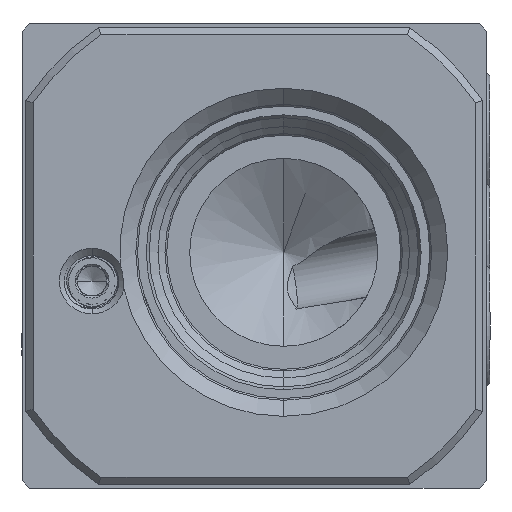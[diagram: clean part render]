
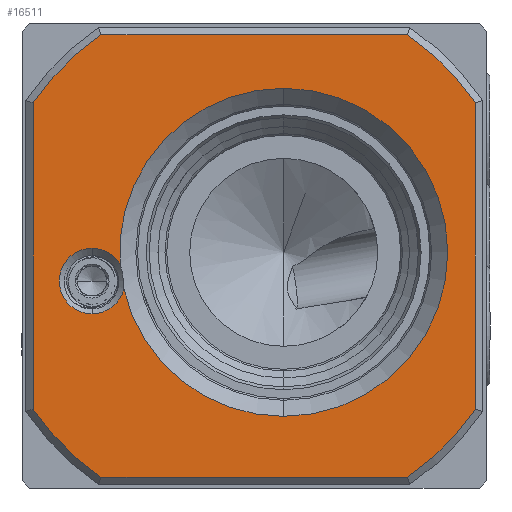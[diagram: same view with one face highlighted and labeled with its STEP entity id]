
A CAD part, left-side view. The second image highlights one B-rep face of the part: STEP entity #16511.
In plain terms, the highlighted planar face has unit normal (-1, 0, 0).
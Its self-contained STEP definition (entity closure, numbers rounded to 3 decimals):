
#34 = CIRCLE ( 'NONE', #20516, 36.5 ) ;
#255 = CARTESIAN_POINT ( 'NONE',  ( -90.1, 0., 0. ) ) ;
#320 = VECTOR ( 'NONE', #20253, 1000. ) ;
#522 = AXIS2_PLACEMENT_3D ( 'NONE', #255, #13276, #22632 ) ;
#738 = EDGE_CURVE ( 'NONE', #10083, #17083, #23740, .T. ) ;
#982 = ORIENTED_EDGE ( 'NONE', *, *, #3196, .F. ) ;
#1286 = VERTEX_POINT ( 'NONE', #12000 ) ;
#1467 = CIRCLE ( 'NONE', #3007, 4.442 ) ;
#1557 = ORIENTED_EDGE ( 'NONE', *, *, #9084, .F. ) ;
#1857 = LINE ( 'NONE', #8141, #14694 ) ;
#1877 = ORIENTED_EDGE ( 'NONE', *, *, #9477, .T. ) ;
#2185 = CARTESIAN_POINT ( 'NONE',  ( -90.1, 30., -21.101 ) ) ;
#2187 = AXIS2_PLACEMENT_3D ( 'NONE', #5461, #24024, #5684 ) ;
#2218 = CARTESIAN_POINT ( 'NONE',  ( -90.1, 30., 20.791 ) ) ;
#2977 = CIRCLE ( 'NONE', #522, 36.5 ) ;
#3007 = AXIS2_PLACEMENT_3D ( 'NONE', #19791, #23215, #19632 ) ;
#3196 = EDGE_CURVE ( 'NONE', #15977, #15450, #1467, .T. ) ;
#3447 = EDGE_CURVE ( 'NONE', #1286, #15977, #18824, .T. ) ;
#3573 = DIRECTION ( 'NONE',  ( -1., 0., 0. ) ) ;
#3576 = AXIS2_PLACEMENT_3D ( 'NONE', #9967, #19253, #15338 ) ;
#3871 = CARTESIAN_POINT ( 'NONE',  ( -90.1, 0., 0. ) ) ;
#3929 = VERTEX_POINT ( 'NONE', #2218 ) ;
#4330 = VERTEX_POINT ( 'NONE', #17335 ) ;
#4538 = CARTESIAN_POINT ( 'NONE',  ( -90.1, 17.688, -4.468 ) ) ;
#4746 = AXIS2_PLACEMENT_3D ( 'NONE', #6777, #19713, #21579 ) ;
#4752 = VERTEX_POINT ( 'NONE', #4538 ) ;
#5461 = CARTESIAN_POINT ( 'NONE',  ( -90.1, -4., 0.5 ) ) ;
#5684 = DIRECTION ( 'NONE',  ( 0., 0., 1. ) ) ;
#5724 = DIRECTION ( 'NONE',  ( 0., 0., 1. ) ) ;
#5818 = FACE_OUTER_BOUND ( 'NONE', #16501, .T. ) ;
#5924 = EDGE_LOOP ( 'NONE', ( #9095, #14527, #1557, #982, #7971, #21723 ) ) ;
#6228 = VECTOR ( 'NONE', #16514, 1000. ) ;
#6777 = CARTESIAN_POINT ( 'NONE',  ( -90.1, 0., 0. ) ) ;
#6824 = CIRCLE ( 'NONE', #11278, 4.442 ) ;
#7204 = DIRECTION ( 'NONE',  ( -1., 0., 0. ) ) ;
#7222 = DIRECTION ( 'NONE',  ( 0., 0., 1. ) ) ;
#7452 = CARTESIAN_POINT ( 'NONE',  ( -90.1, 22., -7.842 ) ) ;
#7491 = VERTEX_POINT ( 'NONE', #8252 ) ;
#7499 = EDGE_CURVE ( 'NONE', #17083, #11341, #12097, .T. ) ;
#7543 = DIRECTION ( 'NONE',  ( 0., 0., 1. ) ) ;
#7668 = EDGE_CURVE ( 'NONE', #10877, #21231, #10341, .T. ) ;
#7854 = DIRECTION ( 'NONE',  ( -1., 0., 0. ) ) ;
#7971 = ORIENTED_EDGE ( 'NONE', *, *, #3447, .F. ) ;
#8043 = DIRECTION ( 'NONE',  ( -1., 0., 0. ) ) ;
#8141 = CARTESIAN_POINT ( 'NONE',  ( -90.1, -21.101, -30. ) ) ;
#8252 = CARTESIAN_POINT ( 'NONE',  ( -90.1, 20.791, -30. ) ) ;
#8497 = DIRECTION ( 'NONE',  ( 0., 0., 1. ) ) ;
#9002 = CARTESIAN_POINT ( 'NONE',  ( -90.1, 22., -3.4 ) ) ;
#9084 = EDGE_CURVE ( 'NONE', #15450, #11938, #6824, .T. ) ;
#9095 = ORIENTED_EDGE ( 'NONE', *, *, #13903, .F. ) ;
#9305 = CARTESIAN_POINT ( 'NONE',  ( -90.1, -20.791, -30. ) ) ;
#9321 = CARTESIAN_POINT ( 'NONE',  ( -90.1, -4., 0.5 ) ) ;
#9477 = EDGE_CURVE ( 'NONE', #7491, #10083, #1857, .T. ) ;
#9823 = DIRECTION ( 'NONE',  ( 0., -1., 0. ) ) ;
#9967 = CARTESIAN_POINT ( 'NONE',  ( -90.1, -4., 0.5 ) ) ;
#10020 = DIRECTION ( 'NONE',  ( 0., 0., 1. ) ) ;
#10083 = VERTEX_POINT ( 'NONE', #9305 ) ;
#10341 = LINE ( 'NONE', #10685, #6228 ) ;
#10685 = CARTESIAN_POINT ( 'NONE',  ( -90.1, 21.101, 30. ) ) ;
#10877 = VERTEX_POINT ( 'NONE', #17442 ) ;
#11111 = VERTEX_POINT ( 'NONE', #23513 ) ;
#11278 = AXIS2_PLACEMENT_3D ( 'NONE', #12305, #17877, #8497 ) ;
#11341 = VERTEX_POINT ( 'NONE', #18757 ) ;
#11825 = AXIS2_PLACEMENT_3D ( 'NONE', #3871, #7854, #7543 ) ;
#11938 = VERTEX_POINT ( 'NONE', #7452 ) ;
#12000 = CARTESIAN_POINT ( 'NONE',  ( -90.1, -4., 22.75 ) ) ;
#12097 = LINE ( 'NONE', #15385, #21317 ) ;
#12305 = CARTESIAN_POINT ( 'NONE',  ( -90.1, 22., -3.4 ) ) ;
#12945 = CIRCLE ( 'NONE', #3576, 22.25 ) ;
#12964 = CIRCLE ( 'NONE', #22802, 36.5 ) ;
#13276 = DIRECTION ( 'NONE',  ( -1., 0., 0. ) ) ;
#13397 = FACE_BOUND ( 'NONE', #5924, .T. ) ;
#13566 = EDGE_CURVE ( 'NONE', #4330, #1286, #12945, .T. ) ;
#13622 = DIRECTION ( 'NONE',  ( 0., 0., 1. ) ) ;
#13734 = LINE ( 'NONE', #2185, #320 ) ;
#13903 = EDGE_CURVE ( 'NONE', #4752, #4330, #20698, .T. ) ;
#14527 = ORIENTED_EDGE ( 'NONE', *, *, #19989, .F. ) ;
#14694 = VECTOR ( 'NONE', #9823, 1000. ) ;
#15338 = DIRECTION ( 'NONE',  ( 0., 0., 1. ) ) ;
#15379 = EDGE_CURVE ( 'NONE', #3929, #11111, #13734, .T. ) ;
#15385 = CARTESIAN_POINT ( 'NONE',  ( -90.1, -30., 21.101 ) ) ;
#15450 = VERTEX_POINT ( 'NONE', #23931 ) ;
#15563 = AXIS2_PLACEMENT_3D ( 'NONE', #9321, #18518, #7222 ) ;
#15977 = VERTEX_POINT ( 'NONE', #18144 ) ;
#16189 = EDGE_CURVE ( 'NONE', #11111, #7491, #2977, .T. ) ;
#16501 = EDGE_LOOP ( 'NONE', ( #22868, #21796, #18977, #23015, #22371, #23605, #1877, #22329 ) ) ;
#16511 = ADVANCED_FACE ( 'NONE', ( #5818, #13397 ), #19792, .T. ) ;
#16514 = DIRECTION ( 'NONE',  ( 0., 1., 0. ) ) ;
#17083 = VERTEX_POINT ( 'NONE', #23756 ) ;
#17262 = CARTESIAN_POINT ( 'NONE',  ( -90.1, 0., 0. ) ) ;
#17335 = CARTESIAN_POINT ( 'NONE',  ( -90.1, -4., -21.75 ) ) ;
#17381 = AXIS2_PLACEMENT_3D ( 'NONE', #9002, #7204, #20136 ) ;
#17442 = CARTESIAN_POINT ( 'NONE',  ( -90.1, -20.791, 30. ) ) ;
#17877 = DIRECTION ( 'NONE',  ( -1., 0., 0. ) ) ;
#18144 = CARTESIAN_POINT ( 'NONE',  ( -90.1, 18.191, -1.114 ) ) ;
#18518 = DIRECTION ( 'NONE',  ( -1., 0., 0. ) ) ;
#18757 = CARTESIAN_POINT ( 'NONE',  ( -90.1, -30., 20.791 ) ) ;
#18824 = CIRCLE ( 'NONE', #2187, 22.25 ) ;
#18977 = ORIENTED_EDGE ( 'NONE', *, *, #7668, .T. ) ;
#19253 = DIRECTION ( 'NONE',  ( -1., 0., 0. ) ) ;
#19417 = EDGE_CURVE ( 'NONE', #21231, #3929, #12964, .T. ) ;
#19632 = DIRECTION ( 'NONE',  ( 0., 0., 1. ) ) ;
#19713 = DIRECTION ( 'NONE',  ( -1., 0., 0. ) ) ;
#19791 = CARTESIAN_POINT ( 'NONE',  ( -90.1, 22., -3.4 ) ) ;
#19792 = PLANE ( 'NONE',  #4746 ) ;
#19989 = EDGE_CURVE ( 'NONE', #11938, #4752, #21623, .T. ) ;
#20136 = DIRECTION ( 'NONE',  ( 0., 0., 1. ) ) ;
#20212 = CARTESIAN_POINT ( 'NONE',  ( -90.1, 20.791, 30. ) ) ;
#20253 = DIRECTION ( 'NONE',  ( 0., 0., -1. ) ) ;
#20516 = AXIS2_PLACEMENT_3D ( 'NONE', #17262, #8043, #13622 ) ;
#20698 = CIRCLE ( 'NONE', #15563, 22.25 ) ;
#21231 = VERTEX_POINT ( 'NONE', #20212 ) ;
#21317 = VECTOR ( 'NONE', #10020, 1000. ) ;
#21579 = DIRECTION ( 'NONE',  ( 0., 0., 1. ) ) ;
#21623 = CIRCLE ( 'NONE', #17381, 4.442 ) ;
#21723 = ORIENTED_EDGE ( 'NONE', *, *, #13566, .F. ) ;
#21796 = ORIENTED_EDGE ( 'NONE', *, *, #23891, .T. ) ;
#22329 = ORIENTED_EDGE ( 'NONE', *, *, #738, .T. ) ;
#22371 = ORIENTED_EDGE ( 'NONE', *, *, #15379, .T. ) ;
#22414 = CARTESIAN_POINT ( 'NONE',  ( -90.1, 0., 0. ) ) ;
#22632 = DIRECTION ( 'NONE',  ( 0., 0., 1. ) ) ;
#22802 = AXIS2_PLACEMENT_3D ( 'NONE', #22414, #3573, #5724 ) ;
#22868 = ORIENTED_EDGE ( 'NONE', *, *, #7499, .T. ) ;
#23015 = ORIENTED_EDGE ( 'NONE', *, *, #19417, .T. ) ;
#23215 = DIRECTION ( 'NONE',  ( -1., 0., 0. ) ) ;
#23513 = CARTESIAN_POINT ( 'NONE',  ( -90.1, 30., -20.791 ) ) ;
#23605 = ORIENTED_EDGE ( 'NONE', *, *, #16189, .T. ) ;
#23740 = CIRCLE ( 'NONE', #11825, 36.5 ) ;
#23756 = CARTESIAN_POINT ( 'NONE',  ( -90.1, -30., -20.791 ) ) ;
#23891 = EDGE_CURVE ( 'NONE', #11341, #10877, #34, .T. ) ;
#23931 = CARTESIAN_POINT ( 'NONE',  ( -90.1, 22., 1.042 ) ) ;
#24024 = DIRECTION ( 'NONE',  ( -1., 0., 0. ) ) ;
